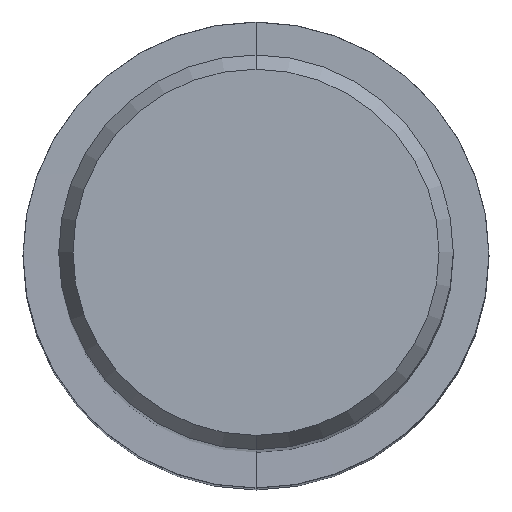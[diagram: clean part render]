
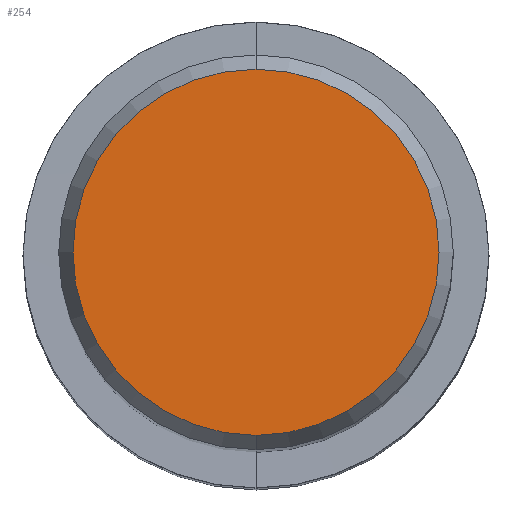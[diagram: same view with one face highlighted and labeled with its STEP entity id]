
A CAD part, top view. The second image highlights one B-rep face of the part: STEP entity #254.
In plain terms, the highlighted planar face has unit normal (0, 0, 1).
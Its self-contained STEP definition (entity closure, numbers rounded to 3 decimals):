
#178=VERTEX_POINT('',#363);
#228=VERTEX_POINT('',#419);
#234=EDGE_CURVE('',#228,#178,#425,.T.);
#254=ADVANCED_FACE('',(#448),#449,.T.);
#266=EDGE_CURVE('',#178,#228,#463,.T.);
#363=CARTESIAN_POINT('',(0.,-5.892,0.01));
#419=CARTESIAN_POINT('',(0.0,5.892,0.01));
#425=CIRCLE('',#659,5.892);
#448=FACE_OUTER_BOUND('',#686,.T.);
#449=PLANE('',#687);
#463=CIRCLE('',#702,5.892);
#659=AXIS2_PLACEMENT_3D('',#866,#867,#868);
#686=EDGE_LOOP('',(#906,#907));
#687=AXIS2_PLACEMENT_3D('',#908,#909,#910);
#702=AXIS2_PLACEMENT_3D('',#927,#928,#929);
#866=CARTESIAN_POINT('',(0.0,0.0,0.01));
#867=DIRECTION('',(0.0,0.0,-1.0));
#868=DIRECTION('',(0.0,1.0,0.0));
#906=ORIENTED_EDGE('',*,*,#234,.F.);
#907=ORIENTED_EDGE('',*,*,#266,.F.);
#908=CARTESIAN_POINT('',(0.0,2.946,0.01));
#909=DIRECTION('',(-0.0,0.0,1.0));
#910=DIRECTION('',(0.0,-1.0,0.0));
#927=CARTESIAN_POINT('',(0.0,0.0,0.01));
#928=DIRECTION('',(0.0,0.0,-1.0));
#929=DIRECTION('',(0.0,1.0,0.0));
